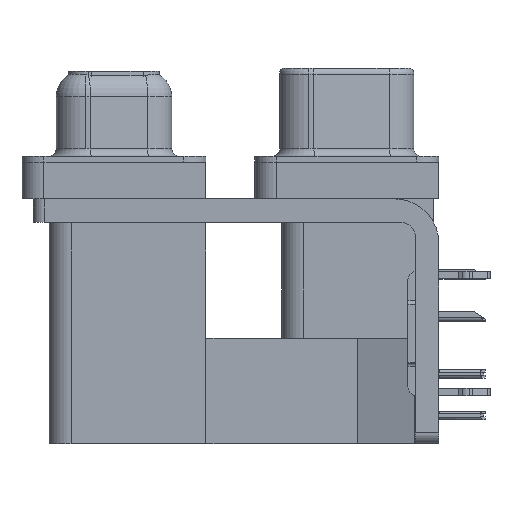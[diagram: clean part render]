
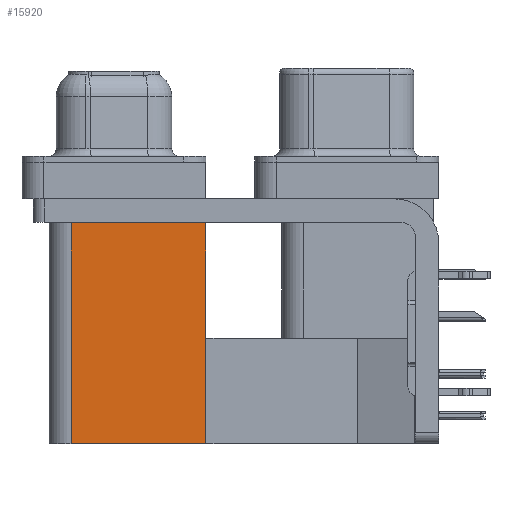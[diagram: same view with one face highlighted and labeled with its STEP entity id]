
A CAD part, left-side view. The second image highlights one B-rep face of the part: STEP entity #15920.
In plain terms, the highlighted planar face has unit normal (-1, 0, 0).
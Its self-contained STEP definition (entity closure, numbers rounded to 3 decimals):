
#592 = VECTOR ( 'NONE', #1800, 1000. ) ;
#1221 = DIRECTION ( 'NONE',  ( 0., 1., 0. ) ) ;
#1800 = DIRECTION ( 'NONE',  ( 0., 0., 1. ) ) ;
#1828 = ORIENTED_EDGE ( 'NONE', *, *, #28877, .T. ) ;
#3237 = ORIENTED_EDGE ( 'NONE', *, *, #39126, .F. ) ;
#5042 = CARTESIAN_POINT ( 'NONE',  ( 3.79, 18.8, -19.2 ) ) ;
#5071 = EDGE_CURVE ( 'NONE', #28076, #35774, #10268, .T. ) ;
#5094 = PLANE ( 'NONE',  #31435 ) ;
#7517 = CARTESIAN_POINT ( 'NONE',  ( 3.79, 18.8, -19.2 ) ) ;
#7981 = VERTEX_POINT ( 'NONE', #36449 ) ;
#10268 = LINE ( 'NONE', #35718, #10798 ) ;
#10686 = CARTESIAN_POINT ( 'NONE',  ( 3.79, 9.6, -2.5 ) ) ;
#10798 = VECTOR ( 'NONE', #16752, 1000. ) ;
#11267 = EDGE_CURVE ( 'NONE', #28076, #30836, #22388, .T. ) ;
#15920 = ADVANCED_FACE ( 'NONE', ( #38804 ), #5094, .F. ) ;
#16752 = DIRECTION ( 'NONE',  ( 0., 1., 0. ) ) ;
#16878 = CARTESIAN_POINT ( 'NONE',  ( 3.79, 9.6, -19.2 ) ) ;
#18429 = VECTOR ( 'NONE', #29243, 1000. ) ;
#20442 = DIRECTION ( 'NONE',  ( 0., 1., 0. ) ) ;
#22388 = LINE ( 'NONE', #34679, #18429 ) ;
#23050 = LINE ( 'NONE', #10686, #37081 ) ;
#23085 = DIRECTION ( 'NONE',  ( 1., 0., 0. ) ) ;
#25186 = CARTESIAN_POINT ( 'NONE',  ( 3.79, 9.6, -2.5 ) ) ;
#27101 = EDGE_LOOP ( 'NONE', ( #1828, #3237, #35906, #37269 ) ) ;
#28076 = VERTEX_POINT ( 'NONE', #16878 ) ;
#28877 = EDGE_CURVE ( 'NONE', #30836, #7981, #23050, .T. ) ;
#29243 = DIRECTION ( 'NONE',  ( 0., 0., 1. ) ) ;
#29696 = LINE ( 'NONE', #5042, #592 ) ;
#30836 = VERTEX_POINT ( 'NONE', #25186 ) ;
#31435 = AXIS2_PLACEMENT_3D ( 'NONE', #35384, #23085, #20442 ) ;
#34679 = CARTESIAN_POINT ( 'NONE',  ( 3.79, 9.6, -19.2 ) ) ;
#35384 = CARTESIAN_POINT ( 'NONE',  ( 3.79, 9.6, -19.2 ) ) ;
#35718 = CARTESIAN_POINT ( 'NONE',  ( 3.79, 9.6, -19.2 ) ) ;
#35774 = VERTEX_POINT ( 'NONE', #7517 ) ;
#35906 = ORIENTED_EDGE ( 'NONE', *, *, #5071, .F. ) ;
#36449 = CARTESIAN_POINT ( 'NONE',  ( 3.79, 18.8, -2.5 ) ) ;
#37081 = VECTOR ( 'NONE', #1221, 1000. ) ;
#37269 = ORIENTED_EDGE ( 'NONE', *, *, #11267, .T. ) ;
#38804 = FACE_OUTER_BOUND ( 'NONE', #27101, .T. ) ;
#39126 = EDGE_CURVE ( 'NONE', #35774, #7981, #29696, .T. ) ;
